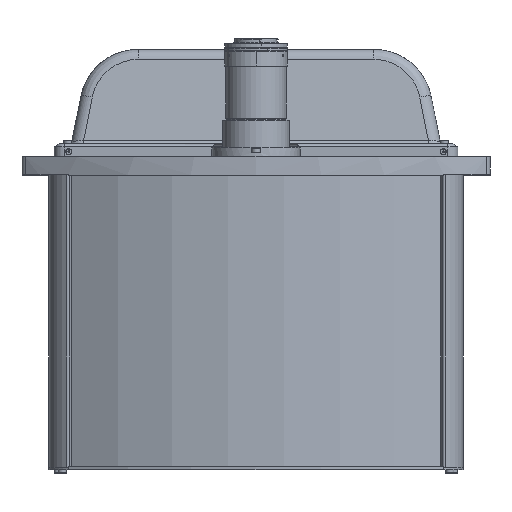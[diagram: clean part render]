
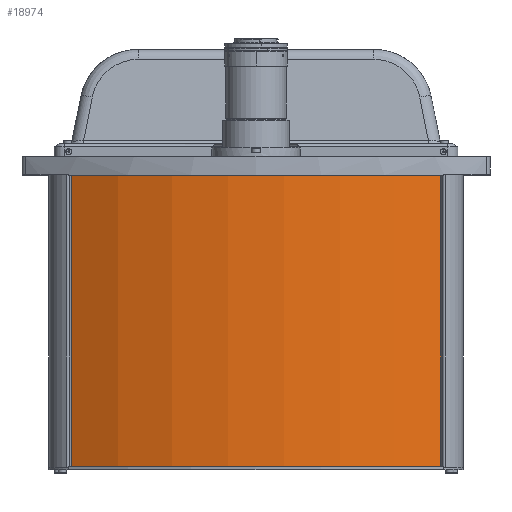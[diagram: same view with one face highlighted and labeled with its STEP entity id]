
A CAD part, front view. The second image highlights one B-rep face of the part: STEP entity #18974.
In plain terms, the highlighted cylindrical face has radius 378.5 mm (diameter 757 mm), a partial arc.
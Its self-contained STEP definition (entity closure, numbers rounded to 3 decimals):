
#535 = AXIS2_PLACEMENT_3D ( 'NONE', #10069, #11564, #616 ) ;
#616 = DIRECTION ( 'NONE',  ( -1., 0., 0. ) ) ;
#1269 = DIRECTION ( 'NONE',  ( 0., 0., -1. ) ) ;
#1349 = VERTEX_POINT ( 'NONE', #11510 ) ;
#1765 = ORIENTED_EDGE ( 'NONE', *, *, #16701, .T. ) ;
#2510 = DIRECTION ( 'NONE',  ( 0., 0., -1. ) ) ;
#3556 = CARTESIAN_POINT ( 'NONE',  ( 193.524, 8.215, 273.03 ) ) ;
#4366 = EDGE_CURVE ( 'NONE', #18267, #1349, #20334, .T. ) ;
#5121 = LINE ( 'NONE', #11166, #19358 ) ;
#5462 = CARTESIAN_POINT ( 'NONE',  ( -193.524, 8.215, 273.03 ) ) ;
#5517 = LINE ( 'NONE', #15407, #15611 ) ;
#6351 = VERTEX_POINT ( 'NONE', #3556 ) ;
#6643 = DIRECTION ( 'NONE',  ( 0.511, -0.859, 0. ) ) ;
#7036 = ORIENTED_EDGE ( 'NONE', *, *, #13041, .F. ) ;
#8041 = CIRCLE ( 'NONE', #12295, 378.5 ) ;
#8308 = CARTESIAN_POINT ( 'NONE',  ( 0., 333.5, 273.03 ) ) ;
#8859 = EDGE_CURVE ( 'NONE', #14314, #1349, #5517, .T. ) ;
#10069 = CARTESIAN_POINT ( 'NONE',  ( 0., 333.5, -26.97 ) ) ;
#10368 = AXIS2_PLACEMENT_3D ( 'NONE', #19782, #2510, #18128 ) ;
#11166 = CARTESIAN_POINT ( 'NONE',  ( 193.524, 8.215, -26.97 ) ) ;
#11349 = CYLINDRICAL_SURFACE ( 'NONE', #535, 378.5 ) ;
#11510 = CARTESIAN_POINT ( 'NONE',  ( -193.524, 8.215, -26.97 ) ) ;
#11564 = DIRECTION ( 'NONE',  ( 0., 0., -1. ) ) ;
#12156 = CARTESIAN_POINT ( 'NONE',  ( 193.524, 8.215, -26.97 ) ) ;
#12295 = AXIS2_PLACEMENT_3D ( 'NONE', #8308, #12793, #6643 ) ;
#12793 = DIRECTION ( 'NONE',  ( 0., 0., -1. ) ) ;
#13041 = EDGE_CURVE ( 'NONE', #6351, #18267, #5121, .T. ) ;
#14159 = ORIENTED_EDGE ( 'NONE', *, *, #4366, .F. ) ;
#14314 = VERTEX_POINT ( 'NONE', #5462 ) ;
#14763 = ORIENTED_EDGE ( 'NONE', *, *, #8859, .T. ) ;
#15407 = CARTESIAN_POINT ( 'NONE',  ( -193.524, 8.215, -26.97 ) ) ;
#15537 = FACE_OUTER_BOUND ( 'NONE', #20065, .T. ) ;
#15611 = VECTOR ( 'NONE', #1269, 1000. ) ;
#15640 = DIRECTION ( 'NONE',  ( 0., 0., -1. ) ) ;
#16701 = EDGE_CURVE ( 'NONE', #6351, #14314, #8041, .T. ) ;
#18128 = DIRECTION ( 'NONE',  ( 0.511, -0.859, 0. ) ) ;
#18267 = VERTEX_POINT ( 'NONE', #12156 ) ;
#18974 = ADVANCED_FACE ( 'NONE', ( #15537 ), #11349, .T. ) ;
#19358 = VECTOR ( 'NONE', #15640, 1000. ) ;
#19782 = CARTESIAN_POINT ( 'NONE',  ( 0., 333.5, -26.97 ) ) ;
#20065 = EDGE_LOOP ( 'NONE', ( #14159, #7036, #1765, #14763 ) ) ;
#20334 = CIRCLE ( 'NONE', #10368, 378.5 ) ;
